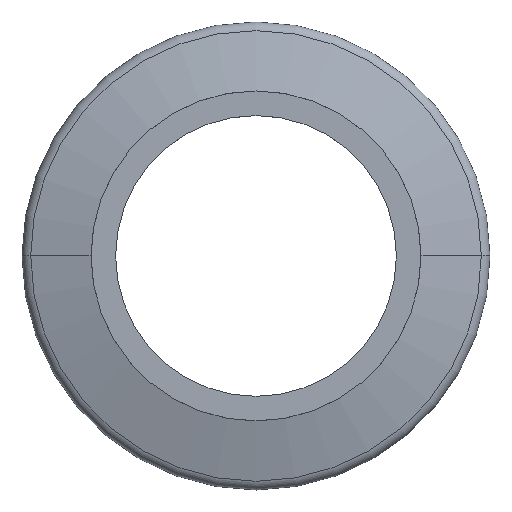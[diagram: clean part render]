
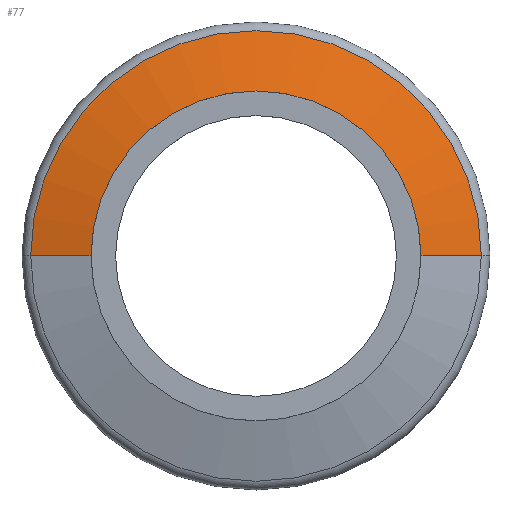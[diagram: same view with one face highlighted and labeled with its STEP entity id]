
A CAD part, top view. The second image highlights one B-rep face of the part: STEP entity #77.
In plain terms, the highlighted conical face has half-angle 75 degrees and reference radius 14.103 mm.
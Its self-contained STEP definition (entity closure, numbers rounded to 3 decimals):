
#2 = DIRECTION ( 'NONE',  ( -1., 0., 0. ) ) ;
#8 = ORIENTED_EDGE ( 'NONE', *, *, #22, .F. ) ;
#20 = CONICAL_SURFACE ( 'NONE', #91, 14.103, 1.309 ) ;
#22 = EDGE_CURVE ( 'NONE', #409, #293, #85, .T. ) ;
#41 = FACE_OUTER_BOUND ( 'NONE', #376, .T. ) ;
#46 = VECTOR ( 'NONE', #290, 1000. ) ;
#54 = CIRCLE ( 'NONE', #526, 14.103 ) ;
#55 = EDGE_CURVE ( 'NONE', #255, #471, #67, .T. ) ;
#64 = EDGE_CURVE ( 'NONE', #409, #255, #54, .T. ) ;
#67 = LINE ( 'NONE', #168, #46 ) ;
#75 = VECTOR ( 'NONE', #113, 1000. ) ;
#77 = ADVANCED_FACE ( 'NONE', ( #41 ), #20, .T. ) ;
#85 = LINE ( 'NONE', #352, #75 ) ;
#91 = AXIS2_PLACEMENT_3D ( 'NONE', #512, #173, #291 ) ;
#97 = CARTESIAN_POINT ( 'NONE',  ( -19.259, 0., -1.381 ) ) ;
#113 = DIRECTION ( 'NONE',  ( -0.966, 0., -0.259 ) ) ;
#122 = DIRECTION ( 'NONE',  ( 0., 0., -1. ) ) ;
#125 = ORIENTED_EDGE ( 'NONE', *, *, #64, .T. ) ;
#168 = CARTESIAN_POINT ( 'NONE',  ( 14.103, 0., 0. ) ) ;
#173 = DIRECTION ( 'NONE',  ( 0., 0., -1. ) ) ;
#228 = ORIENTED_EDGE ( 'NONE', *, *, #55, .T. ) ;
#241 = EDGE_CURVE ( 'NONE', #293, #471, #296, .T. ) ;
#254 = CARTESIAN_POINT ( 'NONE',  ( -14.103, 0., 0. ) ) ;
#255 = VERTEX_POINT ( 'NONE', #336 ) ;
#268 = AXIS2_PLACEMENT_3D ( 'NONE', #498, #277, #2 ) ;
#277 = DIRECTION ( 'NONE',  ( 0., 0., -1. ) ) ;
#290 = DIRECTION ( 'NONE',  ( 0.966, 0., -0.259 ) ) ;
#291 = DIRECTION ( 'NONE',  ( -1., 0., 0. ) ) ;
#293 = VERTEX_POINT ( 'NONE', #97 ) ;
#296 = CIRCLE ( 'NONE', #268, 19.259 ) ;
#336 = CARTESIAN_POINT ( 'NONE',  ( 14.103, 0., 0. ) ) ;
#352 = CARTESIAN_POINT ( 'NONE',  ( -14.103, 0., 0. ) ) ;
#356 = CARTESIAN_POINT ( 'NONE',  ( 0., 0., 0. ) ) ;
#376 = EDGE_LOOP ( 'NONE', ( #125, #228, #445, #8 ) ) ;
#390 = DIRECTION ( 'NONE',  ( -1., 0., 0. ) ) ;
#409 = VERTEX_POINT ( 'NONE', #254 ) ;
#424 = CARTESIAN_POINT ( 'NONE',  ( 19.259, 0., -1.381 ) ) ;
#445 = ORIENTED_EDGE ( 'NONE', *, *, #241, .F. ) ;
#471 = VERTEX_POINT ( 'NONE', #424 ) ;
#498 = CARTESIAN_POINT ( 'NONE',  ( 0., 0., -1.381 ) ) ;
#512 = CARTESIAN_POINT ( 'NONE',  ( 0., 0., 0. ) ) ;
#526 = AXIS2_PLACEMENT_3D ( 'NONE', #356, #122, #390 ) ;
